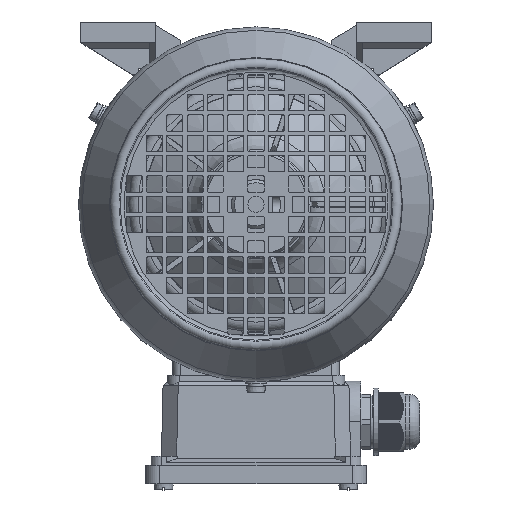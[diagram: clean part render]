
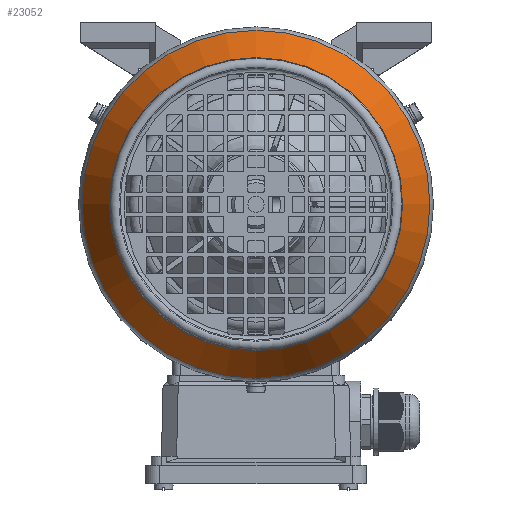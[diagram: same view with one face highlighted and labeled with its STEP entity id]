
A CAD part, top view. The second image highlights one B-rep face of the part: STEP entity #23052.
In plain terms, the highlighted conical face has half-angle 30 degrees and reference radius 85.758 mm.
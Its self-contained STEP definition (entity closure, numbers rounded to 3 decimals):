
#1023=CONICAL_SURFACE('',#85126,85.758,30.);
#23052=ADVANCED_FACE('',(#29818,#29819),#1023,.T.);
#29818=FACE_BOUND('',#32512,.T.);
#29819=FACE_BOUND('',#32513,.T.);
#32512=EDGE_LOOP('',(#44592));
#32513=EDGE_LOOP('',(#44593));
#44592=ORIENTED_EDGE('',*,*,#72164,.T.);
#44593=ORIENTED_EDGE('',*,*,#72163,.F.);
#62954=VERTEX_POINT('',#127443);
#62955=VERTEX_POINT('',#127446);
#72163=EDGE_CURVE('',#62954,#62954,#80695,.T.);
#72164=EDGE_CURVE('',#62955,#62955,#80696,.T.);
#80695=CIRCLE('',#85123,85.758);
#80696=CIRCLE('',#85125,72.283);
#85123=AXIS2_PLACEMENT_3D('',#127442,#98246,#98247);
#85125=AXIS2_PLACEMENT_3D('',#127445,#98250,#98251);
#85126=AXIS2_PLACEMENT_3D('',#127447,#98252,#98253);
#98246=DIRECTION('',(0.,0.,-1.));
#98247=DIRECTION('',(1.,0.,0.));
#98250=DIRECTION('',(0.,0.,-1.));
#98251=DIRECTION('',(1.,0.,0.));
#98252=DIRECTION('',(0.,0.,-1.));
#98253=DIRECTION('',(1.,0.,0.));
#127442=CARTESIAN_POINT('',(0.,0.,199.974));
#127443=CARTESIAN_POINT('',(85.758,0.,199.974));
#127445=CARTESIAN_POINT('',(0.,0.,223.313));
#127446=CARTESIAN_POINT('',(72.283,0.,223.313));
#127447=CARTESIAN_POINT('',(0.,0.,199.974));
